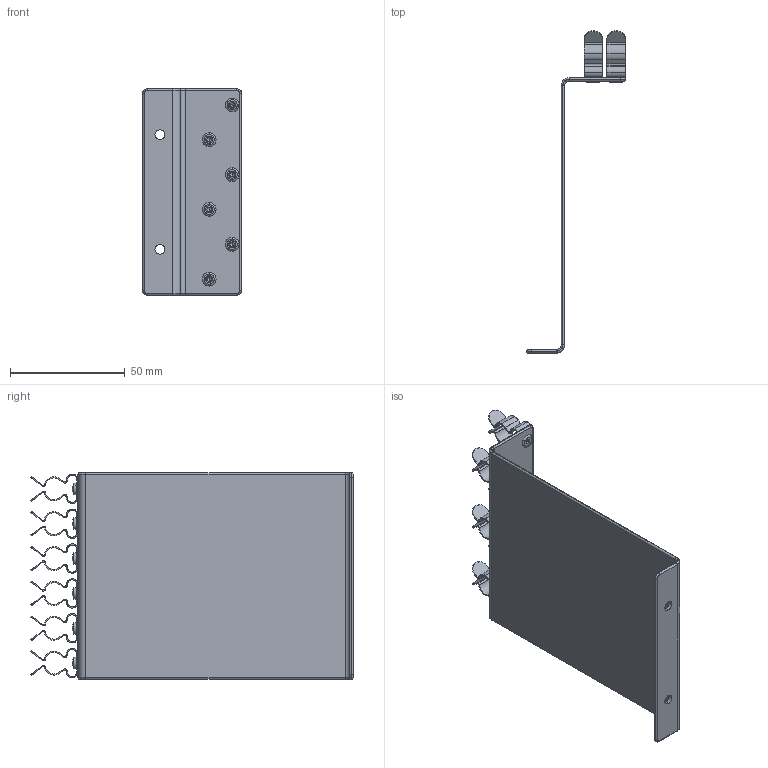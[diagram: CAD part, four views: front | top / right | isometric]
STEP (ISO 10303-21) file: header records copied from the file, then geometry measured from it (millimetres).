
FILE_DESCRIPTION (( 'STEP AP214' ), '1' );
FILE_NAME ('1050-004.STEP', '2024-06-27T12:42:08', ( '' ), ( '' ), 'SwSTEP 2.0', 'SolidWorks 2022', '' );
FILE_SCHEMA (( 'AUTOMOTIVE_DESIGN' ));
Length unit declared in the file: millimetre
Products named in the file (4): 1010-004 Kunden Modell_1; 1050-004; 1051-102; 3x1,5_2mm Blechstärke
Assembly tree (13 placements, depth 2):
  1050-004
    1051-102
    3x1,5_2mm Blechstärke  x6
    1010-004 Kunden Modell_1  x6
Bounding box: 43 x 140.5 x 90 mm (x, y, z)
Volume: 23071.6 mm3; surface area: 35954.5 mm2
Topology: 13 solids, 13 shells, 422 faces, 1110 edges, 720 vertices
Faces by surface type: cylinder 238, plane 132, torus 40, sphere 12
Entity records: 4823 total; most frequent: DIRECTION 795, CARTESIAN_POINT 671, ORIENTED_EDGE 646, AXIS2_PLACEMENT_3D 324, EDGE_CURVE 323, VERTEX_POINT 200, CIRCLE 176, EDGE_LOOP 153
